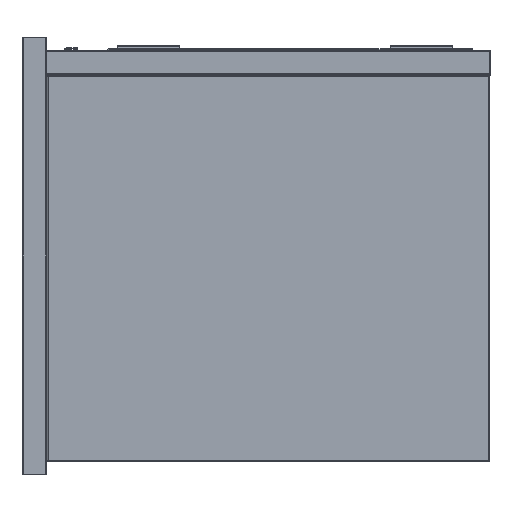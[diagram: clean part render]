
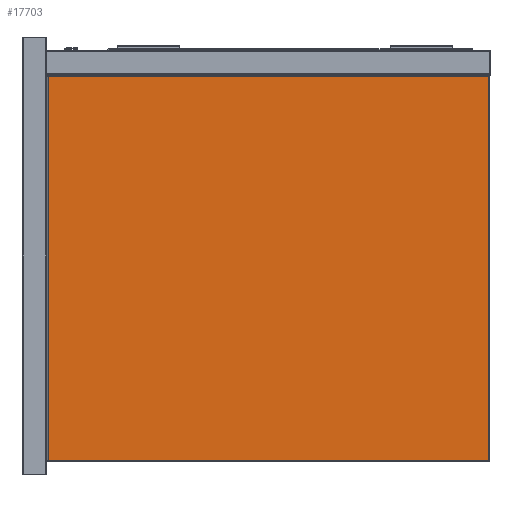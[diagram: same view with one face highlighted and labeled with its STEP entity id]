
A CAD part, left-side view. The second image highlights one B-rep face of the part: STEP entity #17703.
In plain terms, the highlighted planar face has unit normal (-1, 0, 0).
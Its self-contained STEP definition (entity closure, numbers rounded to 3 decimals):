
#1200 = LINE ( 'NONE', #18799, #30880 ) ;
#2434 = CARTESIAN_POINT ( 'NONE',  ( -500., 353., -42. ) ) ;
#2723 = VERTEX_POINT ( 'NONE', #4202 ) ;
#2807 = VERTEX_POINT ( 'NONE', #26812 ) ;
#4065 = DIRECTION ( 'NONE',  ( 0., 1., 0. ) ) ;
#4202 = CARTESIAN_POINT ( 'NONE',  ( -500., -353., -658. ) ) ;
#4423 = VECTOR ( 'NONE', #25385, 1000. ) ;
#4869 = EDGE_CURVE ( 'NONE', #2807, #15918, #1200, .T. ) ;
#9091 = ORIENTED_EDGE ( 'NONE', *, *, #27894, .T. ) ;
#9631 = CARTESIAN_POINT ( 'NONE',  ( -500., -355., -660. ) ) ;
#10200 = PLANE ( 'NONE',  #21123 ) ;
#11532 = EDGE_CURVE ( 'NONE', #2723, #2807, #18375, .T. ) ;
#11815 = EDGE_CURVE ( 'NONE', #24999, #2723, #14324, .T. ) ;
#13894 = LINE ( 'NONE', #28452, #4423 ) ;
#14324 = LINE ( 'NONE', #26016, #17731 ) ;
#15918 = VERTEX_POINT ( 'NONE', #2434 ) ;
#17703 = ADVANCED_FACE ( 'Fl�che7', ( #24778 ), #10200, .T. ) ;
#17731 = VECTOR ( 'NONE', #37709, 1000. ) ;
#18375 = LINE ( 'NONE', #29295, #25099 ) ;
#18799 = CARTESIAN_POINT ( 'NONE',  ( -500., 355., -42. ) ) ;
#20338 = CARTESIAN_POINT ( 'NONE',  ( -500., 353., -658. ) ) ;
#21123 = AXIS2_PLACEMENT_3D ( 'NONE', #9631, #21899, #33582 ) ;
#21899 = DIRECTION ( 'NONE',  ( -1., 0., 0. ) ) ;
#22088 = ORIENTED_EDGE ( 'NONE', *, *, #4869, .T. ) ;
#24778 = FACE_OUTER_BOUND ( 'NONE', #24918, .T. ) ;
#24918 = EDGE_LOOP ( 'NONE', ( #31394, #22088, #9091, #36144 ) ) ;
#24999 = VERTEX_POINT ( 'NONE', #20338 ) ;
#25099 = VECTOR ( 'NONE', #32177, 1000. ) ;
#25385 = DIRECTION ( 'NONE',  ( 0., 0., -1. ) ) ;
#26016 = CARTESIAN_POINT ( 'NONE',  ( -500., -355., -658. ) ) ;
#26812 = CARTESIAN_POINT ( 'NONE',  ( -500., -353., -42. ) ) ;
#27894 = EDGE_CURVE ( 'NONE', #15918, #24999, #13894, .T. ) ;
#28452 = CARTESIAN_POINT ( 'NONE',  ( -500., 353., -660. ) ) ;
#29295 = CARTESIAN_POINT ( 'NONE',  ( -500., -353., -660. ) ) ;
#30880 = VECTOR ( 'NONE', #4065, 1000. ) ;
#31394 = ORIENTED_EDGE ( 'NONE', *, *, #11532, .T. ) ;
#32177 = DIRECTION ( 'NONE',  ( 0., 0., 1. ) ) ;
#33582 = DIRECTION ( 'NONE',  ( 0., 0., 1. ) ) ;
#36144 = ORIENTED_EDGE ( 'NONE', *, *, #11815, .T. ) ;
#37709 = DIRECTION ( 'NONE',  ( 0., -1., 0. ) ) ;
